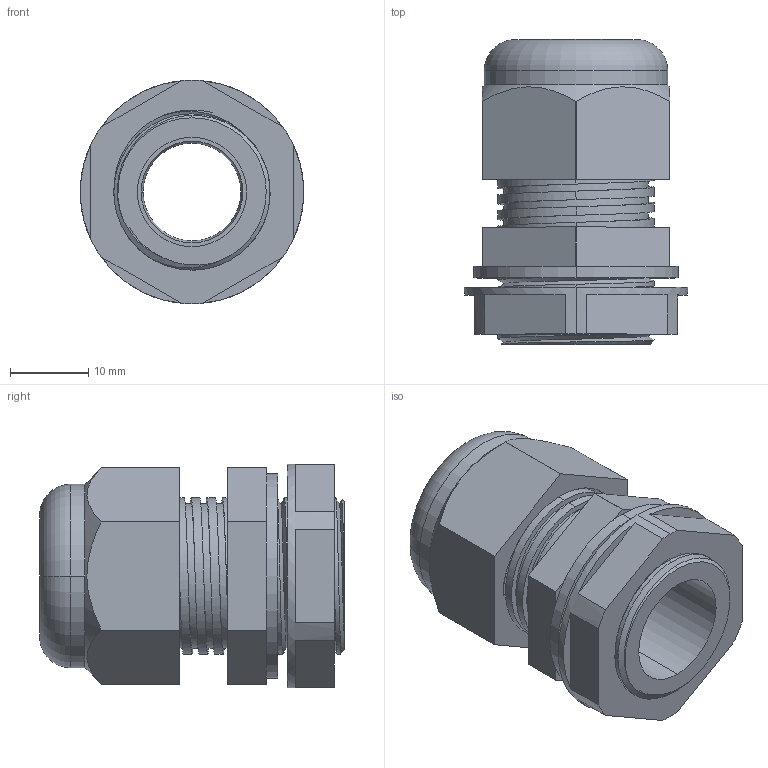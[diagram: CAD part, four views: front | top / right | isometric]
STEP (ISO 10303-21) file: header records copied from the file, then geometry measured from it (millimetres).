
FILE_DESCRIPTION (( 'STEP AP203' ), '1' );
FILE_NAME ('BM-ENX-12-W.step', '2016-02-11T13:25:46', ( '' ), ( '' ), 'SwSTEP 2.0', 'SolidWorks 2015', '' );
FILE_SCHEMA (( 'CONFIG_CONTROL_DESIGN' ));
Length unit declared in the file: millimetre
Products named in the file (1): BM-ENX-12-W
Bounding box: 28.6 x 39 x 28.6 mm (x, y, z)
Volume: 11365.7 mm3; surface area: 12400.7 mm2
Topology: 5 solids, 5 shells, 247 faces, 693 edges, 459 vertices
Faces by surface type: plane 141, cylinder 84, bspline 11, cone 7, torus 4
Entity records: 12332 total; most frequent: CARTESIAN_POINT 6077, ORIENTED_EDGE 1386, DIRECTION 1244, EDGE_CURVE 693, VERTEX_POINT 459, AXIS2_PLACEMENT_3D 448, LINE 348, VECTOR 348
